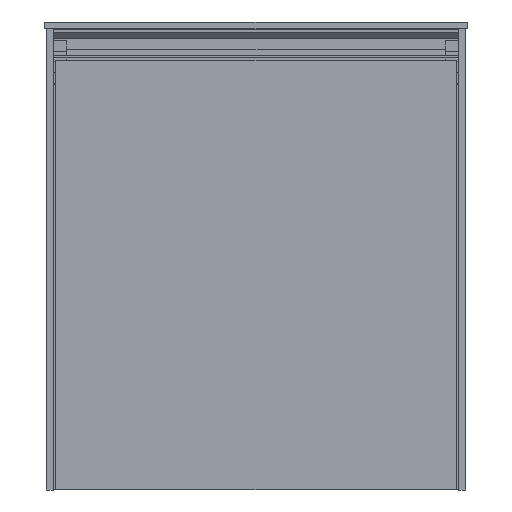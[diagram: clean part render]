
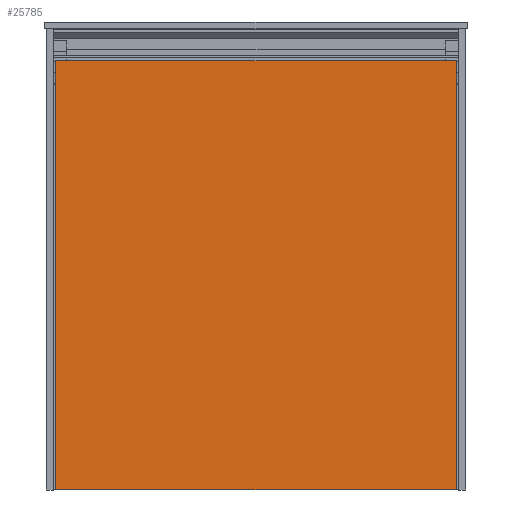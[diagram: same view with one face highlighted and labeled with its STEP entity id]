
A CAD part, front view. The second image highlights one B-rep face of the part: STEP entity #25785.
In plain terms, the highlighted planar face has unit normal (0, -1, 0).
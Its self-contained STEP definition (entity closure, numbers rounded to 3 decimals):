
#1491=PLANE('',#28485);
#2797=FACE_OUTER_BOUND('',#4231,.T.);
#4231=EDGE_LOOP('',(#23371,#23372,#23373,#23374));
#6890=LINE('',#44199,#9666);
#6894=LINE('',#44207,#9670);
#6897=LINE('',#44213,#9673);
#6900=LINE('',#44218,#9676);
#9666=VECTOR('',#35093,1.);
#9670=VECTOR('',#35099,1.);
#9673=VECTOR('',#35104,1.);
#9676=VECTOR('',#35109,1.);
#12872=VERTEX_POINT('',#44197);
#12873=VERTEX_POINT('',#44198);
#12876=VERTEX_POINT('',#44206);
#12878=VERTEX_POINT('',#44212);
#16415=EDGE_CURVE('',#12872,#12873,#6890,.T.);
#16419=EDGE_CURVE('',#12876,#12872,#6894,.T.);
#16422=EDGE_CURVE('',#12878,#12876,#6897,.T.);
#16425=EDGE_CURVE('',#12873,#12878,#6900,.T.);
#23371=ORIENTED_EDGE('',*,*,#16425,.F.);
#23372=ORIENTED_EDGE('',*,*,#16415,.F.);
#23373=ORIENTED_EDGE('',*,*,#16419,.F.);
#23374=ORIENTED_EDGE('',*,*,#16422,.F.);
#25785=ADVANCED_FACE('',(#2797),#1491,.F.);
#28485=AXIS2_PLACEMENT_3D('',#44221,#35113,#35114);
#35093=DIRECTION('',(0.,0.,-1.));
#35099=DIRECTION('',(1.,0.,0.));
#35104=DIRECTION('',(0.,0.,1.));
#35109=DIRECTION('',(-1.,0.,0.));
#35113=DIRECTION('center_axis',(0.,1.,0.));
#35114=DIRECTION('ref_axis',(1.,0.,0.));
#44197=CARTESIAN_POINT('',(485.,-378.,508.));
#44198=CARTESIAN_POINT('',(485.,-378.,0.));
#44199=CARTESIAN_POINT('',(485.,-378.,508.));
#44206=CARTESIAN_POINT('',(11.,-378.,508.));
#44207=CARTESIAN_POINT('',(11.,-378.,508.));
#44212=CARTESIAN_POINT('',(11.,-378.,0.));
#44213=CARTESIAN_POINT('',(11.,-378.,0.));
#44218=CARTESIAN_POINT('',(485.,-378.,0.));
#44221=CARTESIAN_POINT('Origin',(248.,-378.,254.));
